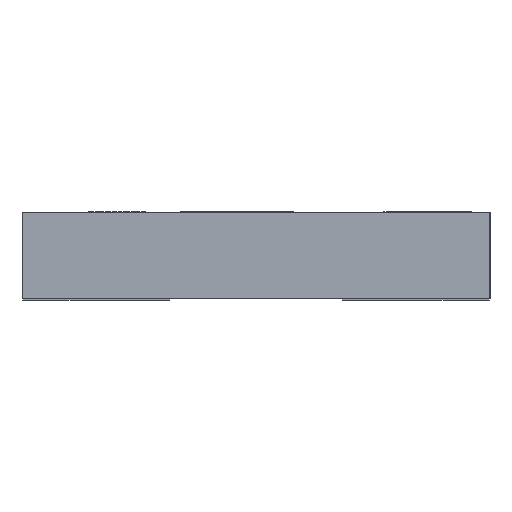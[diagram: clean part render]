
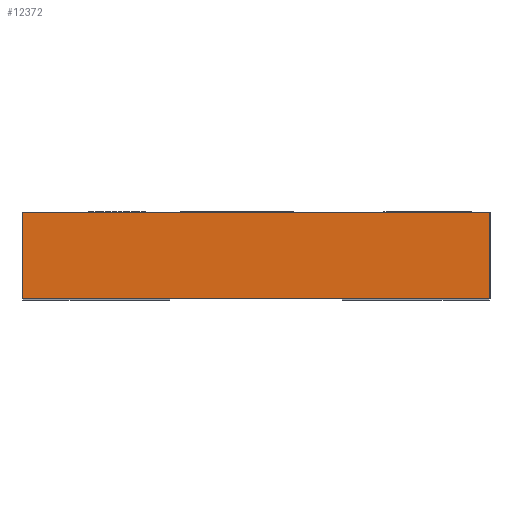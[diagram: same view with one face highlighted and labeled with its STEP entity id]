
A CAD part, left-side view. The second image highlights one B-rep face of the part: STEP entity #12372.
In plain terms, the highlighted planar face has unit normal (-1, 0, 0).
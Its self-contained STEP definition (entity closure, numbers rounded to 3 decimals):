
#909 = CARTESIAN_POINT ( 'NONE',  ( -7.5, -3.25, 1.21 ) ) ;
#1452 = ORIENTED_EDGE ( 'NONE', *, *, #3943, .F. ) ;
#1993 = CARTESIAN_POINT ( 'NONE',  ( -7.5, 3.25, 0.01 ) ) ;
#3051 = EDGE_LOOP ( 'NONE', ( #6232, #1452, #18500, #10052 ) ) ;
#3537 = DIRECTION ( 'NONE',  ( 0., 0., -1. ) ) ;
#3724 = CARTESIAN_POINT ( 'NONE',  ( -7.5, -3.25, 1.21 ) ) ;
#3887 = AXIS2_PLACEMENT_3D ( 'NONE', #909, #12972, #12671 ) ;
#3897 = CARTESIAN_POINT ( 'NONE',  ( -7.5, -3.25, 1.21 ) ) ;
#3943 = EDGE_CURVE ( 'NONE', #17105, #10426, #13879, .T. ) ;
#5016 = CARTESIAN_POINT ( 'NONE',  ( -7.5, -3.25, 0.01 ) ) ;
#5214 = LINE ( 'NONE', #3724, #19088 ) ;
#5638 = VECTOR ( 'NONE', #3537, 1000. ) ;
#6232 = ORIENTED_EDGE ( 'NONE', *, *, #15485, .T. ) ;
#7520 = EDGE_CURVE ( 'NONE', #9724, #17105, #5214, .T. ) ;
#8542 = DIRECTION ( 'NONE',  ( 0., -1., 0. ) ) ;
#9075 = EDGE_CURVE ( 'NONE', #9724, #15381, #14700, .T. ) ;
#9541 = VECTOR ( 'NONE', #11627, 1000. ) ;
#9624 = CARTESIAN_POINT ( 'NONE',  ( -7.5, -3.25, 1.21 ) ) ;
#9724 = VERTEX_POINT ( 'NONE', #11100 ) ;
#10052 = ORIENTED_EDGE ( 'NONE', *, *, #9075, .T. ) ;
#10203 = DIRECTION ( 'NONE',  ( 0., -1., 0. ) ) ;
#10426 = VERTEX_POINT ( 'NONE', #5016 ) ;
#11100 = CARTESIAN_POINT ( 'NONE',  ( -7.5, 3.25, 1.21 ) ) ;
#11627 = DIRECTION ( 'NONE',  ( 0., 0., -1. ) ) ;
#12372 = ADVANCED_FACE ( 'NONE', ( #17203 ), #15700, .F. ) ;
#12671 = DIRECTION ( 'NONE',  ( 0., 0., -1. ) ) ;
#12972 = DIRECTION ( 'NONE',  ( 1., 0., 0. ) ) ;
#13879 = LINE ( 'NONE', #9624, #5638 ) ;
#14683 = CARTESIAN_POINT ( 'NONE',  ( -7.5, -3.25, 0.01 ) ) ;
#14700 = LINE ( 'NONE', #17588, #9541 ) ;
#15381 = VERTEX_POINT ( 'NONE', #1993 ) ;
#15485 = EDGE_CURVE ( 'NONE', #15381, #10426, #18963, .T. ) ;
#15700 = PLANE ( 'NONE',  #3887 ) ;
#17105 = VERTEX_POINT ( 'NONE', #3897 ) ;
#17203 = FACE_OUTER_BOUND ( 'NONE', #3051, .T. ) ;
#17588 = CARTESIAN_POINT ( 'NONE',  ( -7.5, 3.25, 1.21 ) ) ;
#18500 = ORIENTED_EDGE ( 'NONE', *, *, #7520, .F. ) ;
#18963 = LINE ( 'NONE', #14683, #19082 ) ;
#19082 = VECTOR ( 'NONE', #8542, 1000. ) ;
#19088 = VECTOR ( 'NONE', #10203, 1000. ) ;
